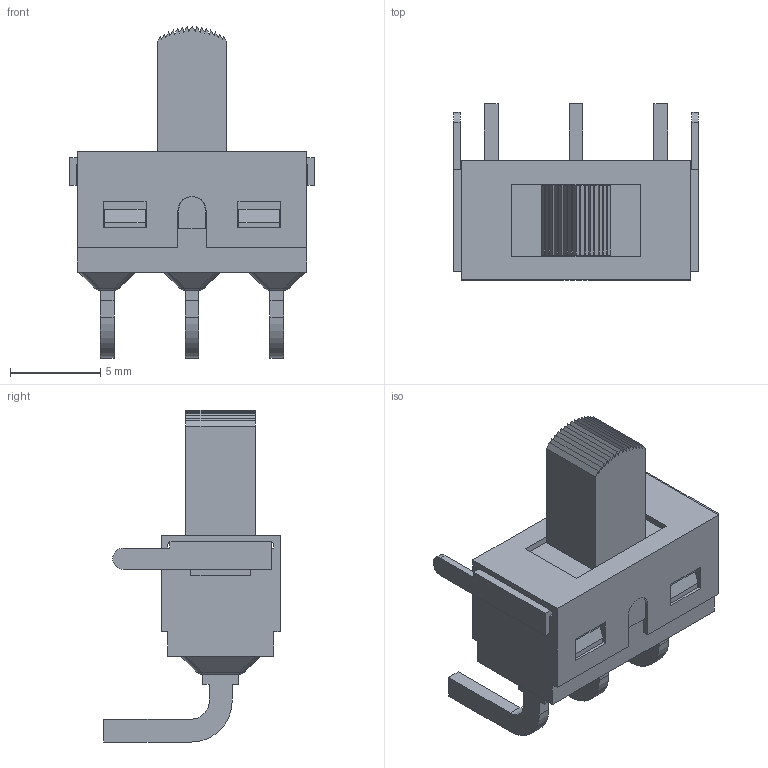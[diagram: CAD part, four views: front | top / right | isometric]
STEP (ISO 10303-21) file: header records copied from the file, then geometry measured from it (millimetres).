
FILE_DESCRIPTION((' '),'2;1');
FILE_NAME('500SSPxS2M6xEA.stp','2017-07-19T16:27:38',(' '),(' '),' ','ACIS',' ');
FILE_SCHEMA(('CONFIG_CONTROL_DESIGN'));
Length unit declared in the file: inch
Products named in the file (1): 500SSPxS2M6xEA.stp
Bounding box: 13.57 x 9.78 x 18.41 mm (x, y, z)
Volume: 445.7 mm3; surface area: 1103.7 mm2
Topology: 1 solids, 1 shells, 248 faces, 670 edges, 431 vertices
Faces by surface type: plane 194, cylinder 41, sphere 12, cone 1
Full cylindrical faces by diameter (mm): 2.4 x1
Entity records: 7764 total; most frequent: CARTESIAN_POINT 1348, ORIENTED_EDGE 1336, DIRECTION 1253, EDGE_CURVE 668, VECTOR 581, LINE 581, VERTEX_POINT 431, AXIS2_PLACEMENT_3D 336
